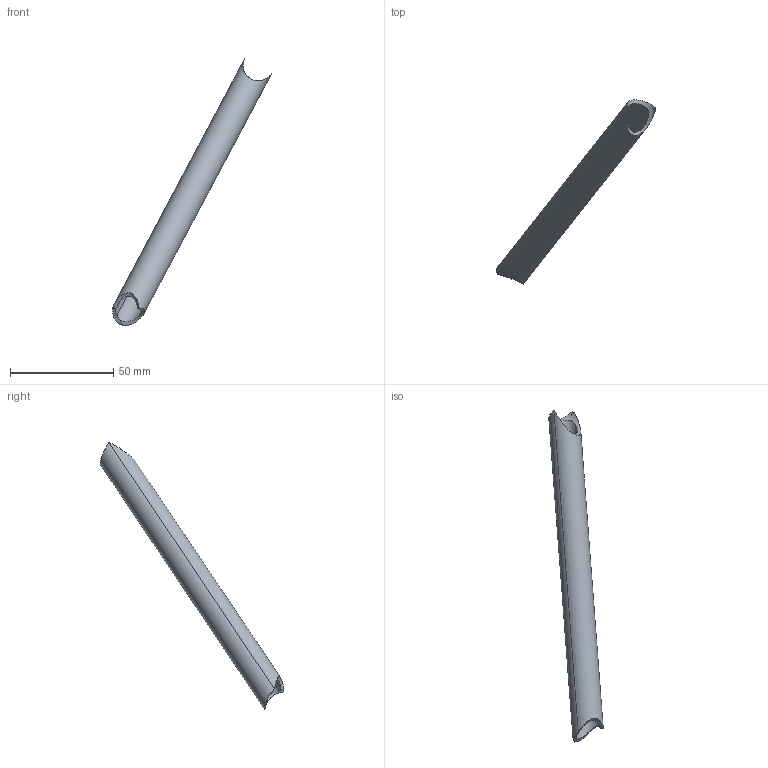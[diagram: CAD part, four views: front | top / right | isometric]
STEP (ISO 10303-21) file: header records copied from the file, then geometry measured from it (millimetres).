
FILE_DESCRIPTION(('STEP AP214'),'1');
FILE_NAME('42.stp','2018-12-05T17:11:44',(' '),(' '),'Spatial InterOp 3D',' ',' ');
FILE_SCHEMA(('AUTOMOTIVE_DESIGN { 1 0 10303 214 1 1 1 1 }'));
Length unit declared in the file: metre
Products named in the file (1): Corps principal
Bounding box: 76.94 x 89.23 x 129.81 mm (x, y, z)
Volume: 9519.1 mm3; surface area: 12904.3 mm2
Topology: 1 solids, 1 shells, 13 faces, 39 edges, 27 vertices
Faces by surface type: cylinder 12, plane 1
Entity records: 951 total; most frequent: CARTESIAN_POINT 502, ORIENTED_EDGE 78, DIRECTION 51, EDGE_CURVE 39, VERTEX_POINT 27, B_SPLINE_CURVE_WITH_KNOTS 25, AXIS2_PLACEMENT_3D 23, STYLED_ITEM 14
